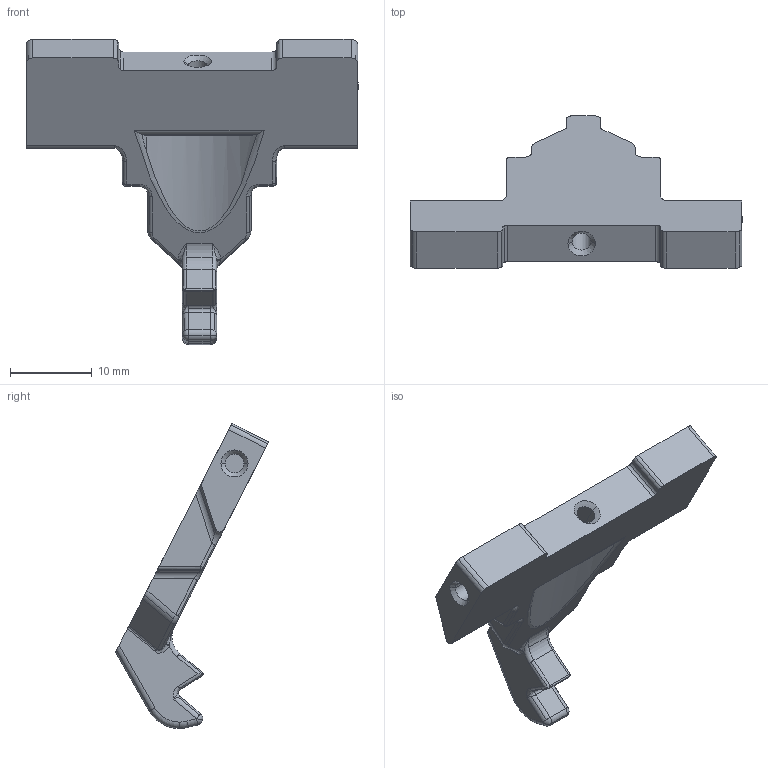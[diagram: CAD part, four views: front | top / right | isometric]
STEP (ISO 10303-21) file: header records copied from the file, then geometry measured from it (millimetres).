
FILE_DESCRIPTION(('STEP AP214'),'1');
FILE_NAME('Lifter.stp','2023-01-30T19:56:14',(' '),(' '),'Spatial InterOp 3D',' ',' ');
FILE_SCHEMA(('AUTOMOTIVE_DESIGN { 1 0 10303 214 1 1 1 1 }'));
Length unit declared in the file: metre
Products named in the file (1): Lifter
Bounding box: 40.57 x 18.67 x 37.29 mm (x, y, z)
Volume: 3339.6 mm3; surface area: 2403.8 mm2
Topology: 1 solids, 1 shells, 157 faces, 402 edges, 241 vertices
Faces by surface type: cylinder 89, plane 29, bspline 17, sphere 8, torus 8, cone 6
Entity records: 9331 total; most frequent: CARTESIAN_POINT 5507, DIRECTION 846, ORIENTED_EDGE 784, EDGE_CURVE 392, AXIS2_PLACEMENT_3D 342, VERTEX_POINT 241, LINE 162, VECTOR 162
